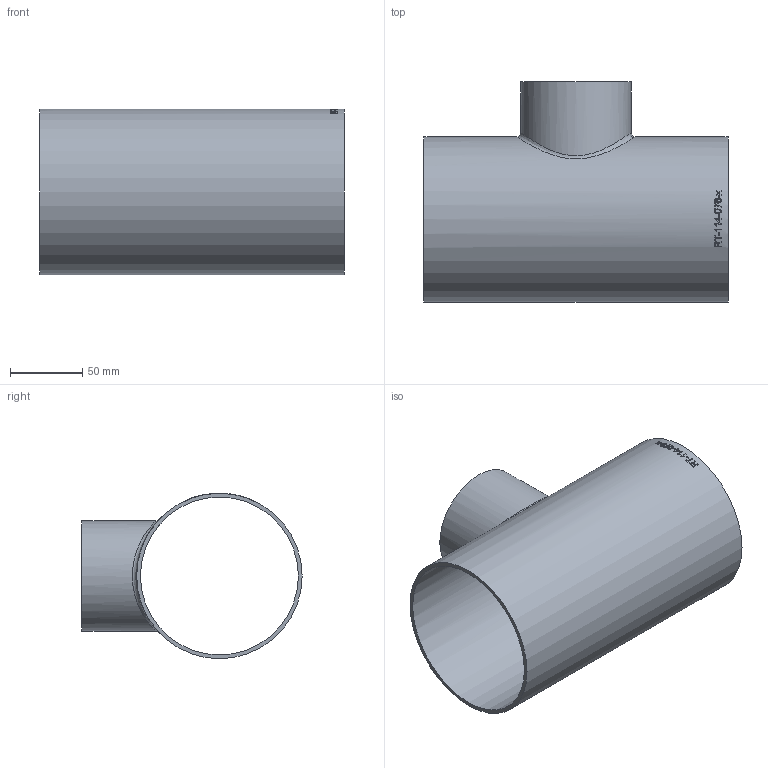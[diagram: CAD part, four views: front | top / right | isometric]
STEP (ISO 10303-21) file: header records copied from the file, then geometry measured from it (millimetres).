
FILE_DESCRIPTION (( 'STEP AP214' ), '1' );
FILE_NAME ('RT-114-076-x T-Stück Ø114,3x2,6-Ø76,1x2,3 BL210 1910.STEP', '2019-10-21T10:08:35', ( '' ), ( '' ), 'SwSTEP 2.0', 'SolidWorks 2016', '' );
FILE_SCHEMA (( 'AUTOMOTIVE_DESIGN' ));
Length unit declared in the file: millimetre
Products named in the file (1): RT-114-076-x T-Stück Ø114,3x2,6-Ø76,1x2,3 BL210 1910
Bounding box: 210 x 152.15 x 114.3 mm (x, y, z)
Volume: 204174.3 mm3; surface area: 161574.4 mm2
Topology: 1 solids, 1 shells, 141 faces, 367 edges, 244 vertices
Faces by surface type: plane 63, bspline 58, cylinder 20
Full cylindrical faces by diameter (mm): 71.5 x1, 76.1 x1, 109.1 x1, 114.3 x1
Entity records: 14911 total; most frequent: CARTESIAN_POINT 10509, ORIENTED_EDGE 716, DIRECTION 411, EDGE_CURVE 358, VERTEX_POINT 242, B_SPLINE_CURVE_WITH_KNOTS 187, EDGE_LOOP 168, AXIS2_PLACEMENT_3D 156
